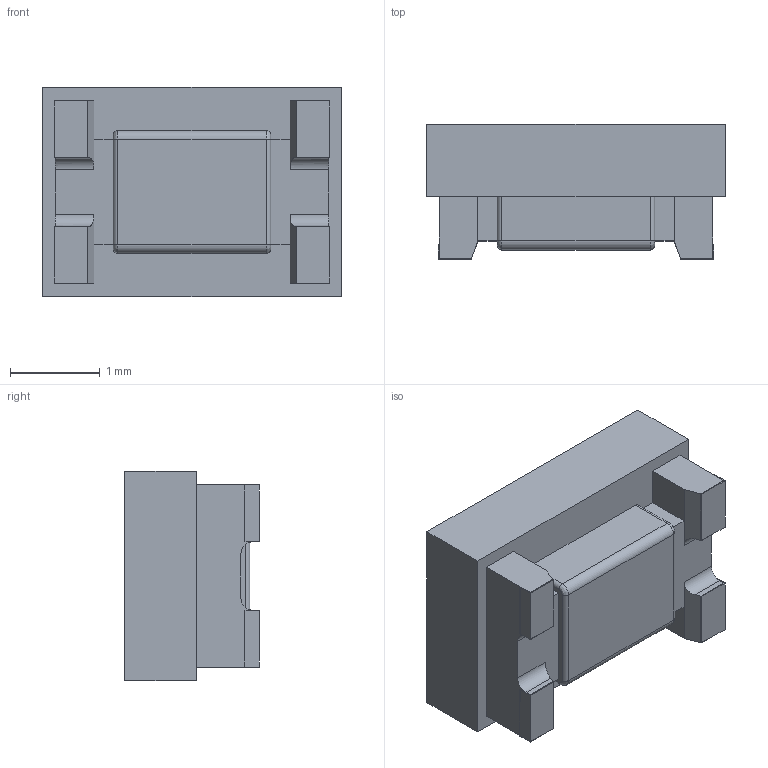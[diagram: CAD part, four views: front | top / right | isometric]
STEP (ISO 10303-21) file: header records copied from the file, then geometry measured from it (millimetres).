
FILE_DESCRIPTION (( 'STEP AP214' ), '1' );
FILE_NAME ('Coilcraft-PFD3215.STEP', '2019-01-23T22:35:16', ( '' ), ( '' ), 'SwSTEP 2.0', 'SolidWorks 2018', '' );
FILE_SCHEMA (( 'AUTOMOTIVE_DESIGN' ));
Length unit declared in the file: millimetre
Products named in the file (1): Coilcraft-PFD3215
Bounding box: 3.32 x 1.5 x 2.33 mm (x, y, z)
Volume: 8.9 mm3; surface area: 32.5 mm2
Topology: 1 solids, 1 shells, 79 faces, 220 edges, 144 vertices
Faces by surface type: plane 63, cylinder 12, bspline 4
Entity records: 3441 total; most frequent: CARTESIAN_POINT 528, ORIENTED_EDGE 440, DIRECTION 388, EDGE_CURVE 220, LINE 188, VECTOR 188, VERTEX_POINT 144, AXIS2_PLACEMENT_3D 100
